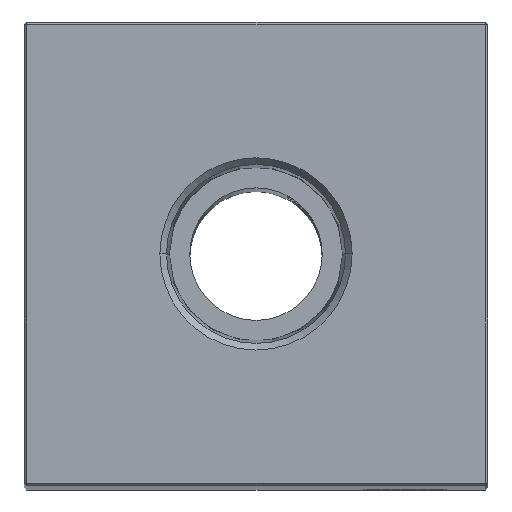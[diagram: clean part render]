
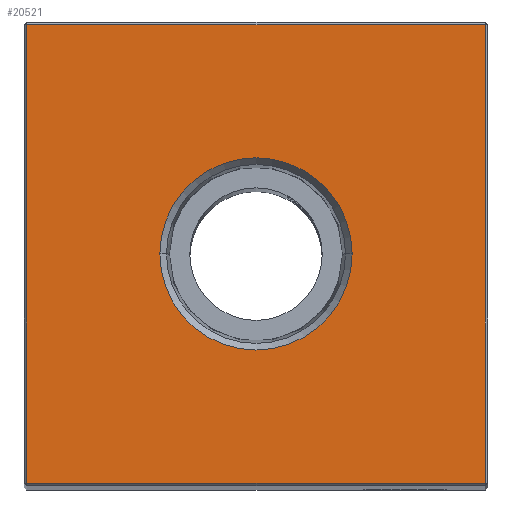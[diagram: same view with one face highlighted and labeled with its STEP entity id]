
A CAD part, top view. The second image highlights one B-rep face of the part: STEP entity #20521.
In plain terms, the highlighted planar face has unit normal (0, 0, 1).
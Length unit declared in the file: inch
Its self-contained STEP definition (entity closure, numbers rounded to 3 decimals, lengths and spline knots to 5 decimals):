
#940 = VECTOR ( 'NONE', #12626, 39.37008 ) ;
#1182 = CARTESIAN_POINT ( 'NONE',  ( -0.865, 0.865, 9. ) ) ;
#1390 = CARTESIAN_POINT ( 'NONE',  ( -0.3626, 0., 9. ) ) ;
#1605 = CARTESIAN_POINT ( 'NONE',  ( 0.865, 0.865, 9. ) ) ;
#1865 = CARTESIAN_POINT ( 'NONE',  ( 0., 0., 9. ) ) ;
#2011 = CARTESIAN_POINT ( 'NONE',  ( -0.865, -0.865, 9. ) ) ;
#2126 = ORIENTED_EDGE ( 'NONE', *, *, #8818, .T. ) ;
#2654 = DIRECTION ( 'NONE',  ( 0., 1., 0. ) ) ;
#2668 = FACE_BOUND ( 'NONE', #12531, .T. ) ;
#2894 = CARTESIAN_POINT ( 'NONE',  ( -0.865, 0., 9. ) ) ;
#2976 = DIRECTION ( 'NONE',  ( -1., 0., 0. ) ) ;
#3427 = LINE ( 'NONE', #13221, #5518 ) ;
#4726 = VECTOR ( 'NONE', #2654, 39.37008 ) ;
#5350 = ORIENTED_EDGE ( 'NONE', *, *, #11213, .F. ) ;
#5518 = VECTOR ( 'NONE', #23318, 39.37008 ) ;
#5636 = DIRECTION ( 'NONE',  ( -1., 0., 0. ) ) ;
#6110 = CARTESIAN_POINT ( 'NONE',  ( 0.865, -0.865, 9. ) ) ;
#6451 = ORIENTED_EDGE ( 'NONE', *, *, #9218, .T. ) ;
#7698 = VERTEX_POINT ( 'NONE', #2011 ) ;
#8818 = EDGE_CURVE ( 'NONE', #16967, #7698, #25189, .T. ) ;
#9218 = EDGE_CURVE ( 'NONE', #7698, #26658, #3427, .T. ) ;
#9708 = CIRCLE ( 'NONE', #28053, 0.3626 ) ;
#10044 = EDGE_CURVE ( 'NONE', #26658, #20996, #14908, .T. ) ;
#10236 = EDGE_CURVE ( 'NONE', #20996, #16967, #18026, .T. ) ;
#11213 = EDGE_CURVE ( 'NONE', #30196, #30882, #9708, .T. ) ;
#11316 = CARTESIAN_POINT ( 'NONE',  ( 0., 0., 9. ) ) ;
#11561 = DIRECTION ( 'NONE',  ( 0., 0., 1. ) ) ;
#11885 = VECTOR ( 'NONE', #5636, 39.37008 ) ;
#12390 = PLANE ( 'NONE',  #13255 ) ;
#12531 = EDGE_LOOP ( 'NONE', ( #5350, #24146 ) ) ;
#12626 = DIRECTION ( 'NONE',  ( 0., -1., 0. ) ) ;
#13129 = CIRCLE ( 'NONE', #31340, 0.3626 ) ;
#13221 = CARTESIAN_POINT ( 'NONE',  ( 0., -0.865, 9. ) ) ;
#13255 = AXIS2_PLACEMENT_3D ( 'NONE', #15243, #25280, #2976 ) ;
#14908 = LINE ( 'NONE', #24953, #4726 ) ;
#15243 = CARTESIAN_POINT ( 'NONE',  ( 0., 0., 9. ) ) ;
#16764 = CARTESIAN_POINT ( 'NONE',  ( 0.3626, 0., 9. ) ) ;
#16967 = VERTEX_POINT ( 'NONE', #1182 ) ;
#18026 = LINE ( 'NONE', #27954, #11885 ) ;
#20211 = EDGE_LOOP ( 'NONE', ( #2126, #6451, #30569, #26184 ) ) ;
#20521 = ADVANCED_FACE ( 'NONE', ( #24972, #2668 ), #12390, .F. ) ;
#20996 = VERTEX_POINT ( 'NONE', #1605 ) ;
#21451 = DIRECTION ( 'NONE',  ( 0., 0., 1. ) ) ;
#21717 = DIRECTION ( 'NONE',  ( 1., 0., 0. ) ) ;
#23318 = DIRECTION ( 'NONE',  ( 1., 0., 0. ) ) ;
#23558 = EDGE_CURVE ( 'NONE', #30882, #30196, #13129, .T. ) ;
#24146 = ORIENTED_EDGE ( 'NONE', *, *, #23558, .F. ) ;
#24953 = CARTESIAN_POINT ( 'NONE',  ( 0.865, 0., 9. ) ) ;
#24972 = FACE_OUTER_BOUND ( 'NONE', #20211, .T. ) ;
#25189 = LINE ( 'NONE', #2894, #940 ) ;
#25280 = DIRECTION ( 'NONE',  ( 0., 0., -1. ) ) ;
#26184 = ORIENTED_EDGE ( 'NONE', *, *, #10236, .T. ) ;
#26658 = VERTEX_POINT ( 'NONE', #6110 ) ;
#27954 = CARTESIAN_POINT ( 'NONE',  ( 0., 0.865, 9. ) ) ;
#28053 = AXIS2_PLACEMENT_3D ( 'NONE', #11316, #21451, #31241 ) ;
#30196 = VERTEX_POINT ( 'NONE', #16764 ) ;
#30569 = ORIENTED_EDGE ( 'NONE', *, *, #10044, .T. ) ;
#30882 = VERTEX_POINT ( 'NONE', #1390 ) ;
#31241 = DIRECTION ( 'NONE',  ( 1., 0., 0. ) ) ;
#31340 = AXIS2_PLACEMENT_3D ( 'NONE', #1865, #11561, #21717 ) ;
